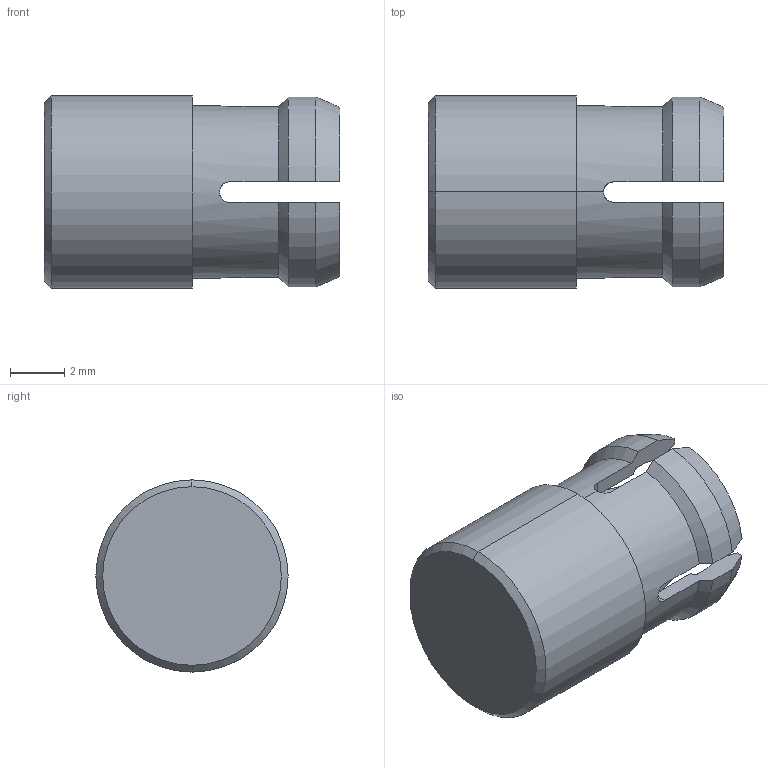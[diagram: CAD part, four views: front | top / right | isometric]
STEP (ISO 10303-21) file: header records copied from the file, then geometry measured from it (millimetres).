
FILE_DESCRIPTION (( 'STEP AP203' ), '1' );
FILE_NAME ('CLF 280 CTP.STEP', '2011-08-09T21:56:17', ( '' ), ( '' ), 'SwSTEP 2.0', 'SolidWorks 2011', '' );
FILE_SCHEMA (( 'CONFIG_CONTROL_DESIGN' ));
Length unit declared in the file: inch
Products named in the file (1): CLF 280 CTP
Bounding box: 10.92 x 7.11 x 7.11 mm (x, y, z)
Volume: 148.2 mm3; surface area: 538 mm2
Topology: 1 solids, 1 shells, 224 faces, 572 edges, 349 vertices
Faces by surface type: plane 86, cone 78, cylinder 56, torus 4
Entity records: 7055 total; most frequent: CARTESIAN_POINT 1892, ORIENTED_EDGE 1140, DIRECTION 980, EDGE_CURVE 570, AXIS2_PLACEMENT_3D 399, VERTEX_POINT 349, EDGE_LOOP 225, ADVANCED_FACE 224
